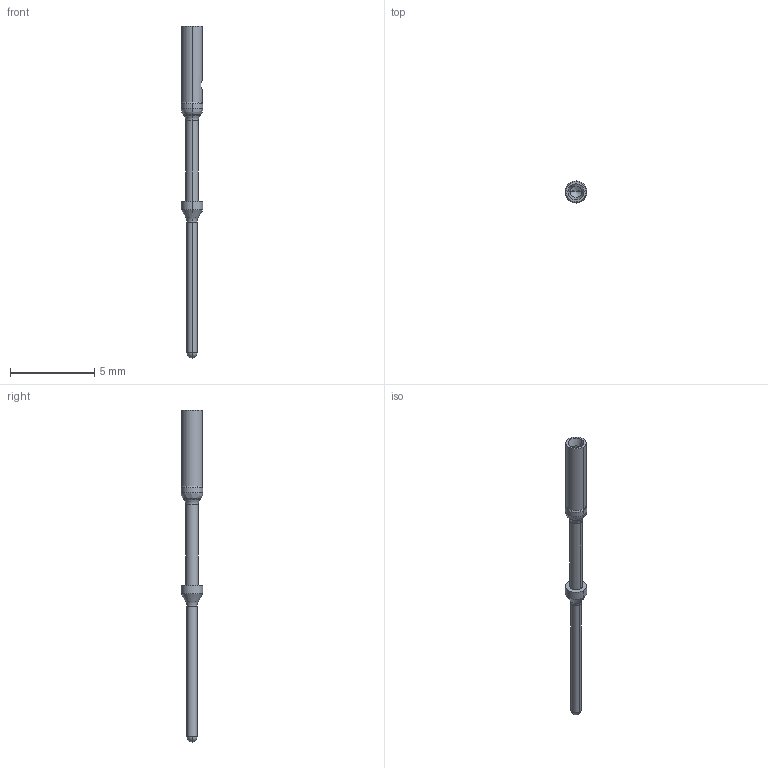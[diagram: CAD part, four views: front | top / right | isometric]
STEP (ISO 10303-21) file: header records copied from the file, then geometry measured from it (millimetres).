
FILE_DESCRIPTION(('CATIA V5 STEP Exchange','CAx-IF Rec.Pracs.--- Model Styling and Organization---1.4--- 2014-01-23'),'2;1');
FILE_NAME ('305888-2_1', '2019-07-22T13:04:15+00:00', ('none'), ('Weidmueller'), 'CATIA Version 5-6 Release 2016 SP3 HF44', 'CATIA V5 STEP AP214', 'none');
FILE_SCHEMA(('AUTOMOTIVE_DESIGN { 1 0 10303 214 1 1 1 1 }'));
Length unit declared in the file: millimetre
Products named in the file (1): 2565940000
Bounding box: 1.3 x 1.3 x 19.7 mm (x, y, z)
Volume: 10 mm3; surface area: 62.7 mm2
Topology: 1 solids, 1 shells, 36 faces, 81 edges, 42 vertices
Faces by surface type: cylinder 14, cone 10, torus 4, sphere 4, plane 2, bspline 2
Entity records: 1096 total; most frequent: CARTESIAN_POINT 369, ORIENTED_EDGE 150, DIRECTION 123, EDGE_CURVE 75, AXIS2_PLACEMENT_3D 65, VERTEX_POINT 42, EDGE_LOOP 39, ADVANCED_FACE 36
